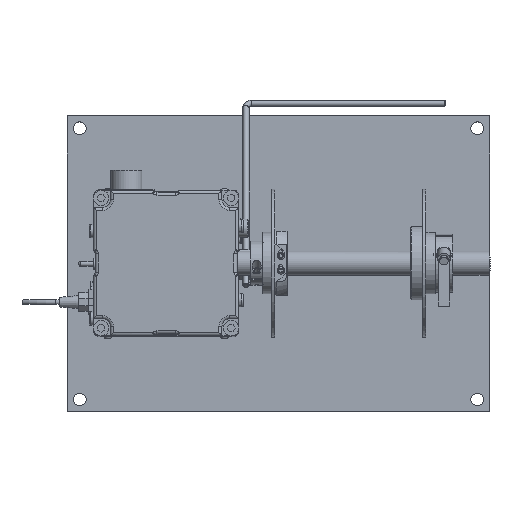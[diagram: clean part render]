
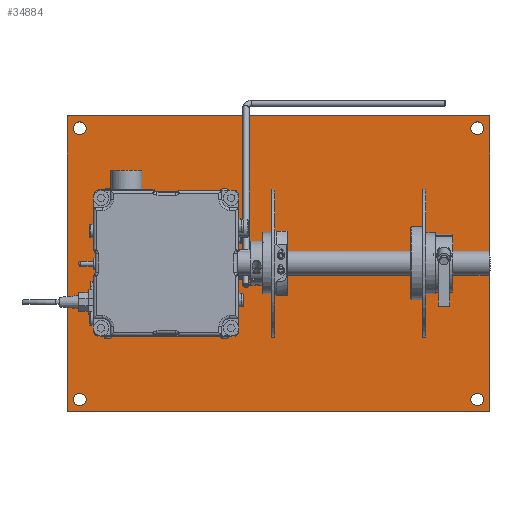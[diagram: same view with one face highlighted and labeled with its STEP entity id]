
A CAD part, top view. The second image highlights one B-rep face of the part: STEP entity #34884.
In plain terms, the highlighted planar face has unit normal (0, 0, 1).
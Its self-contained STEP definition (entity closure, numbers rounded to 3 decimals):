
#3352=LINE('',#58762,#6186);
#3356=LINE('',#58770,#6190);
#3359=LINE('',#58776,#6193);
#3362=LINE('',#58781,#6196);
#6186=VECTOR('',#47128,12.);
#6190=VECTOR('',#47134,17.11);
#6193=VECTOR('',#47139,12.);
#6196=VECTOR('',#47144,17.11);
#7448=PLANE('',#38169);
#8463=FACE_BOUND('',#13458,.T.);
#8464=FACE_BOUND('',#13459,.T.);
#8465=FACE_BOUND('',#13460,.T.);
#8466=FACE_BOUND('',#13461,.T.);
#8467=FACE_BOUND('',#13462,.T.);
#8468=FACE_BOUND('',#13463,.T.);
#8469=FACE_BOUND('',#13464,.T.);
#8470=FACE_BOUND('',#13465,.T.);
#10507=FACE_OUTER_BOUND('',#13457,.T.);
#13457=EDGE_LOOP('',(#30249,#30250,#30251,#30252));
#13458=EDGE_LOOP('',(#30253));
#13459=EDGE_LOOP('',(#30254));
#13460=EDGE_LOOP('',(#30255));
#13461=EDGE_LOOP('',(#30256));
#13462=EDGE_LOOP('',(#30257));
#13463=EDGE_LOOP('',(#30258));
#13464=EDGE_LOOP('',(#30259));
#13465=EDGE_LOOP('',(#30260));
#14474=CIRCLE('',#38130,0.217);
#14478=CIRCLE('',#38137,0.217);
#14482=CIRCLE('',#38144,0.217);
#14486=CIRCLE('',#38151,0.217);
#14488=CIRCLE('',#38154,0.256);
#14490=CIRCLE('',#38157,0.256);
#14492=CIRCLE('',#38160,0.256);
#14494=CIRCLE('',#38163,0.256);
#17497=VERTEX_POINT('',#58704);
#17501=VERTEX_POINT('',#58715);
#17505=VERTEX_POINT('',#58726);
#17509=VERTEX_POINT('',#58737);
#17511=VERTEX_POINT('',#58742);
#17513=VERTEX_POINT('',#58747);
#17515=VERTEX_POINT('',#58752);
#17517=VERTEX_POINT('',#58757);
#17518=VERTEX_POINT('',#58760);
#17519=VERTEX_POINT('',#58761);
#17522=VERTEX_POINT('',#58769);
#17524=VERTEX_POINT('',#58775);
#21738=EDGE_CURVE('',#17497,#17497,#14474,.T.);
#21742=EDGE_CURVE('',#17501,#17501,#14478,.T.);
#21746=EDGE_CURVE('',#17505,#17505,#14482,.T.);
#21750=EDGE_CURVE('',#17509,#17509,#14486,.T.);
#21752=EDGE_CURVE('',#17511,#17511,#14488,.T.);
#21754=EDGE_CURVE('',#17513,#17513,#14490,.T.);
#21756=EDGE_CURVE('',#17515,#17515,#14492,.T.);
#21758=EDGE_CURVE('',#17517,#17517,#14494,.T.);
#21759=EDGE_CURVE('',#17518,#17519,#3352,.T.);
#21763=EDGE_CURVE('',#17519,#17522,#3356,.T.);
#21766=EDGE_CURVE('',#17522,#17524,#3359,.T.);
#21769=EDGE_CURVE('',#17524,#17518,#3362,.T.);
#30249=ORIENTED_EDGE('',*,*,#21759,.F.);
#30250=ORIENTED_EDGE('',*,*,#21769,.F.);
#30251=ORIENTED_EDGE('',*,*,#21766,.F.);
#30252=ORIENTED_EDGE('',*,*,#21763,.F.);
#30253=ORIENTED_EDGE('',*,*,#21738,.T.);
#30254=ORIENTED_EDGE('',*,*,#21742,.T.);
#30255=ORIENTED_EDGE('',*,*,#21746,.T.);
#30256=ORIENTED_EDGE('',*,*,#21750,.T.);
#30257=ORIENTED_EDGE('',*,*,#21752,.T.);
#30258=ORIENTED_EDGE('',*,*,#21754,.T.);
#30259=ORIENTED_EDGE('',*,*,#21756,.T.);
#30260=ORIENTED_EDGE('',*,*,#21758,.T.);
#34884=ADVANCED_FACE('',(#10507,#8463,#8464,#8465,#8466,#8467,#8468,#8469,
#8470),#7448,.T.);
#38130=AXIS2_PLACEMENT_3D('',#58705,#47058,#47059);
#38137=AXIS2_PLACEMENT_3D('',#58716,#47072,#47073);
#38144=AXIS2_PLACEMENT_3D('',#58727,#47086,#47087);
#38151=AXIS2_PLACEMENT_3D('',#58738,#47100,#47101);
#38154=AXIS2_PLACEMENT_3D('',#58743,#47106,#47107);
#38157=AXIS2_PLACEMENT_3D('',#58748,#47112,#47113);
#38160=AXIS2_PLACEMENT_3D('',#58753,#47118,#47119);
#38163=AXIS2_PLACEMENT_3D('',#58758,#47124,#47125);
#38169=AXIS2_PLACEMENT_3D('',#58784,#47148,#47149);
#47058=DIRECTION('center_axis',(0.,0.,
-1.));
#47059=DIRECTION('ref_axis',(-1.,0.,0.));
#47072=DIRECTION('center_axis',(0.,0.,
-1.));
#47073=DIRECTION('ref_axis',(-1.,0.,0.));
#47086=DIRECTION('center_axis',(0.,0.,
-1.));
#47087=DIRECTION('ref_axis',(-1.,0.,0.));
#47100=DIRECTION('center_axis',(0.,0.,
-1.));
#47101=DIRECTION('ref_axis',(-1.,0.,0.));
#47106=DIRECTION('center_axis',(0.,0.,
-1.));
#47107=DIRECTION('ref_axis',(1.,0.,0.));
#47112=DIRECTION('center_axis',(0.,0.,
-1.));
#47113=DIRECTION('ref_axis',(1.,0.,0.));
#47118=DIRECTION('center_axis',(0.,0.,
-1.));
#47119=DIRECTION('ref_axis',(1.,0.,0.));
#47124=DIRECTION('center_axis',(0.,0.,
-1.));
#47125=DIRECTION('ref_axis',(1.,0.,0.));
#47128=DIRECTION('',(0.,1.,0.));
#47134=DIRECTION('',(1.,0.,0.));
#47139=DIRECTION('',(0.,-1.,0.));
#47144=DIRECTION('',(-1.,0.,0.));
#47148=DIRECTION('center_axis',(0.,0.,
1.));
#47149=DIRECTION('ref_axis',(1.,0.,0.));
#58704=CARTESIAN_POINT('',(-0.196,0.315,0.));
#58705=CARTESIAN_POINT('Origin',(-0.413,0.315,0.));
#58715=CARTESIAN_POINT('',(-0.196,5.591,0.));
#58716=CARTESIAN_POINT('Origin',(-0.413,5.591,0.));
#58726=CARTESIAN_POINT('',(-5.472,5.591,0.));
#58727=CARTESIAN_POINT('Origin',(-5.688,5.591,0.));
#58737=CARTESIAN_POINT('',(-5.472,0.315,0.));
#58738=CARTESIAN_POINT('Origin',(-5.688,0.315,0.));
#58742=CARTESIAN_POINT('',(9.816,-2.547,0.));
#58743=CARTESIAN_POINT('Origin',(9.56,-2.547,0.));
#58747=CARTESIAN_POINT('',(9.816,8.453,0.));
#58748=CARTESIAN_POINT('Origin',(9.56,8.453,0.));
#58752=CARTESIAN_POINT('',(-6.294,8.453,0.));
#58753=CARTESIAN_POINT('Origin',(-6.55,8.453,0.));
#58757=CARTESIAN_POINT('',(-6.294,-2.547,0.));
#58758=CARTESIAN_POINT('Origin',(-6.55,-2.547,0.));
#58760=CARTESIAN_POINT('',(-7.05,-3.047,0.));
#58761=CARTESIAN_POINT('',(-7.05,8.953,0.));
#58762=CARTESIAN_POINT('',(-7.05,8.953,0.));
#58769=CARTESIAN_POINT('',(10.06,8.953,0.));
#58770=CARTESIAN_POINT('',(10.06,8.953,0.));
#58775=CARTESIAN_POINT('',(10.06,-3.047,0.));
#58776=CARTESIAN_POINT('',(10.06,-3.047,0.));
#58781=CARTESIAN_POINT('',(-7.05,-3.047,0.));
#58784=CARTESIAN_POINT('Origin',(1.505,2.953,0.));
